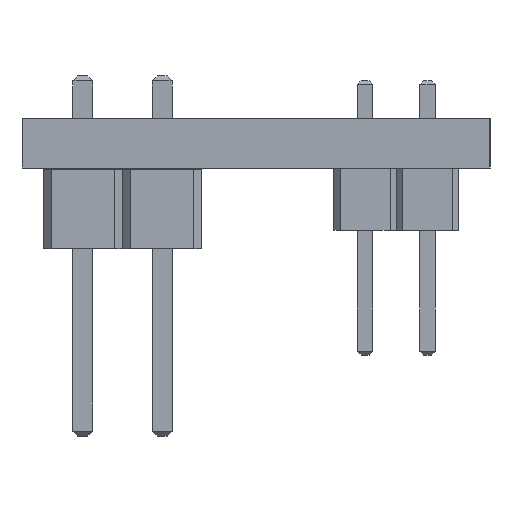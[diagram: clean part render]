
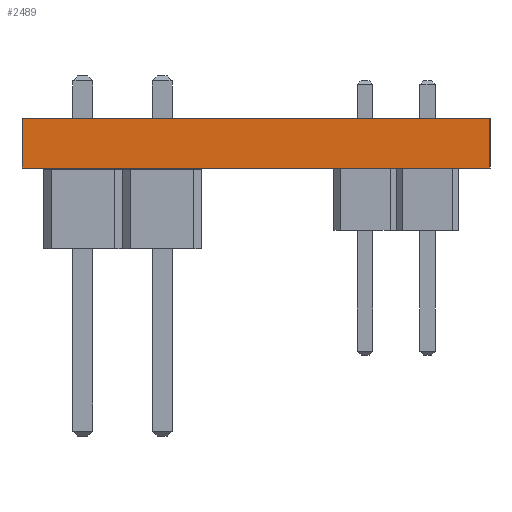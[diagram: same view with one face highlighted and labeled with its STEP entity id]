
A CAD part, left-side view. The second image highlights one B-rep face of the part: STEP entity #2489.
In plain terms, the highlighted planar face has unit normal (-1, 0, 0).
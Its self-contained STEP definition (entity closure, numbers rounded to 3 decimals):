
#254=FACE_OUTER_BOUND('',#386,.T.);
#386=EDGE_LOOP('',(#2004,#2005,#2006,#2007));
#678=LINE('',#3939,#948);
#679=LINE('',#3941,#949);
#680=LINE('',#3943,#950);
#681=LINE('',#3944,#951);
#948=VECTOR('',#3244,1.);
#949=VECTOR('',#3245,1.);
#950=VECTOR('',#3246,1.);
#951=VECTOR('',#3247,1.);
#1126=VERTEX_POINT('',#3937);
#1127=VERTEX_POINT('',#3938);
#1128=VERTEX_POINT('',#3940);
#1129=VERTEX_POINT('',#3942);
#1434=EDGE_CURVE('',#1126,#1127,#678,.T.);
#1435=EDGE_CURVE('',#1126,#1128,#679,.T.);
#1436=EDGE_CURVE('',#1128,#1129,#680,.T.);
#1437=EDGE_CURVE('',#1127,#1129,#681,.T.);
#2004=ORIENTED_EDGE('',*,*,#1434,.F.);
#2005=ORIENTED_EDGE('',*,*,#1435,.T.);
#2006=ORIENTED_EDGE('',*,*,#1436,.T.);
#2007=ORIENTED_EDGE('',*,*,#1437,.F.);
#2272=PLANE('',#2694);
#2489=ADVANCED_FACE('',(#254),#2272,.F.);
#2694=AXIS2_PLACEMENT_3D('',#3936,#3242,#3243);
#3242=DIRECTION('center_axis',(1.,0.,0.));
#3243=DIRECTION('ref_axis',(0.,-1.,0.));
#3244=DIRECTION('',(0.,0.,1.));
#3245=DIRECTION('',(0.,-1.,0.));
#3246=DIRECTION('',(0.,0.,1.));
#3247=DIRECTION('',(0.,-1.,0.));
#3936=CARTESIAN_POINT('Origin',(100.,-60.,0.));
#3937=CARTESIAN_POINT('',(100.,-60.,0.));
#3938=CARTESIAN_POINT('',(100.,-60.,1.6));
#3939=CARTESIAN_POINT('',(100.,-60.,0.));
#3940=CARTESIAN_POINT('',(100.,-75.,0.));
#3941=CARTESIAN_POINT('',(100.,-60.,0.));
#3942=CARTESIAN_POINT('',(100.,-75.,1.6));
#3943=CARTESIAN_POINT('',(100.,-75.,0.));
#3944=CARTESIAN_POINT('',(100.,-60.,1.6));
